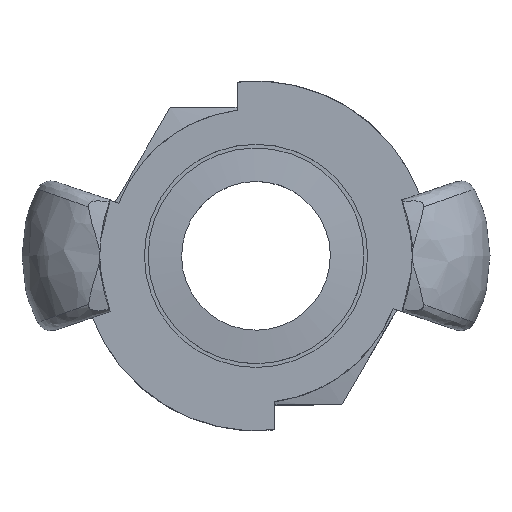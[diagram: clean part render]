
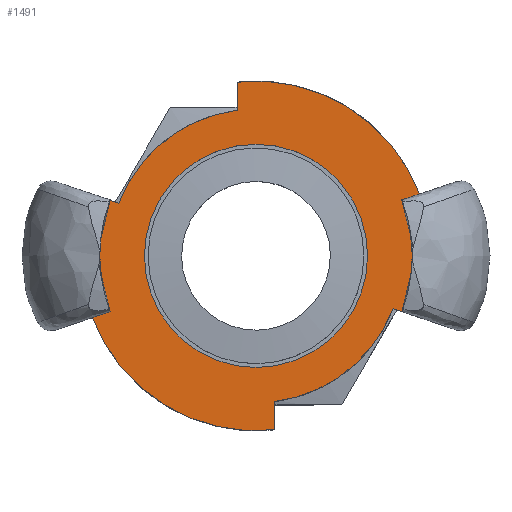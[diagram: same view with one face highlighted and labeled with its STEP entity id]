
A CAD part, top view. The second image highlights one B-rep face of the part: STEP entity #1491.
In plain terms, the highlighted planar face has unit normal (0, 0, 1).
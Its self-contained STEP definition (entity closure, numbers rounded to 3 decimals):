
#126=FACE_BOUND('',#325,.T.);
#151=PLANE('',#1619);
#242=FACE_OUTER_BOUND('',#324,.T.);
#324=EDGE_LOOP('',(#1253,#1254,#1255,#1256,#1257,#1258,#1259,#1260,#1261,
#1262,#1263,#1264));
#325=EDGE_LOOP('',(#1265,#1266));
#359=LINE('',#2766,#423);
#364=LINE('',#2785,#428);
#373=LINE('',#3143,#437);
#380=LINE('',#3156,#444);
#385=LINE('',#3184,#449);
#389=LINE('',#3211,#453);
#423=VECTOR('',#1750,10.);
#428=VECTOR('',#1757,10.);
#437=VECTOR('',#1798,10.);
#444=VECTOR('',#1807,10.);
#449=VECTOR('',#1838,10.);
#453=VECTOR('',#1846,10.);
#485=CIRCLE('',#1568,19.75);
#488=CIRCLE('',#1572,19.75);
#499=CIRCLE('',#1590,15.);
#500=CIRCLE('',#1591,15.);
#501=CIRCLE('',#1597,23.514);
#504=CIRCLE('',#1603,23.497);
#511=CIRCLE('',#1620,25.5);
#512=CIRCLE('',#1621,25.5);
#599=VERTEX_POINT('',#2763);
#600=VERTEX_POINT('',#2765);
#606=VERTEX_POINT('',#2782);
#607=VERTEX_POINT('',#2784);
#616=VERTEX_POINT('',#2829);
#622=VERTEX_POINT('',#2877);
#623=VERTEX_POINT('',#2879);
#632=VERTEX_POINT('',#3140);
#633=VERTEX_POINT('',#3142);
#638=VERTEX_POINT('',#3154);
#645=VERTEX_POINT('',#3174);
#646=VERTEX_POINT('',#3175);
#647=VERTEX_POINT('',#3180);
#650=VERTEX_POINT('',#3207);
#774=EDGE_CURVE('',#599,#600,#359,.T.);
#781=EDGE_CURVE('',#606,#607,#364,.T.);
#794=EDGE_CURVE('',#600,#616,#485,.T.);
#802=EDGE_CURVE('',#622,#623,#488,.T.);
#820=EDGE_CURVE('',#632,#633,#373,.T.);
#827=EDGE_CURVE('',#638,#622,#380,.T.);
#835=EDGE_CURVE('',#645,#646,#499,.T.);
#836=EDGE_CURVE('',#646,#645,#500,.T.);
#840=EDGE_CURVE('',#647,#623,#385,.T.);
#845=EDGE_CURVE('',#650,#616,#389,.T.);
#848=EDGE_CURVE('',#606,#647,#501,.T.);
#854=EDGE_CURVE('',#632,#650,#504,.T.);
#871=EDGE_CURVE('',#633,#638,#511,.T.);
#872=EDGE_CURVE('',#607,#599,#512,.T.);
#1253=ORIENTED_EDGE('',*,*,#848,.T.);
#1254=ORIENTED_EDGE('',*,*,#840,.T.);
#1255=ORIENTED_EDGE('',*,*,#802,.F.);
#1256=ORIENTED_EDGE('',*,*,#827,.F.);
#1257=ORIENTED_EDGE('',*,*,#871,.F.);
#1258=ORIENTED_EDGE('',*,*,#820,.F.);
#1259=ORIENTED_EDGE('',*,*,#854,.T.);
#1260=ORIENTED_EDGE('',*,*,#845,.T.);
#1261=ORIENTED_EDGE('',*,*,#794,.F.);
#1262=ORIENTED_EDGE('',*,*,#774,.F.);
#1263=ORIENTED_EDGE('',*,*,#872,.F.);
#1264=ORIENTED_EDGE('',*,*,#781,.F.);
#1265=ORIENTED_EDGE('',*,*,#835,.T.);
#1266=ORIENTED_EDGE('',*,*,#836,.T.);
#1491=ADVANCED_FACE('',(#242,#126),#151,.F.);
#1568=AXIS2_PLACEMENT_3D('',#2830,#1770,#1771);
#1572=AXIS2_PLACEMENT_3D('',#2880,#1781,#1782);
#1590=AXIS2_PLACEMENT_3D('',#3176,#1829,#1830);
#1591=AXIS2_PLACEMENT_3D('',#3177,#1831,#1832);
#1597=AXIS2_PLACEMENT_3D('',#3234,#1852,#1853);
#1603=AXIS2_PLACEMENT_3D('',#3262,#1866,#1867);
#1619=AXIS2_PLACEMENT_3D('',#3364,#1904,#1905);
#1620=AXIS2_PLACEMENT_3D('',#3365,#1906,#1907);
#1621=AXIS2_PLACEMENT_3D('',#3366,#1908,#1909);
#1750=DIRECTION('',(0.948,-0.319,0.));
#1757=DIRECTION('',(-0.948,-0.319,0.));
#1770=DIRECTION('center_axis',(0.,0.,-1.));
#1771=DIRECTION('ref_axis',(-1.,0.,0.));
#1781=DIRECTION('center_axis',(0.,0.,-1.));
#1782=DIRECTION('ref_axis',(-1.,0.,0.));
#1798=DIRECTION('',(0.948,0.319,0.));
#1807=DIRECTION('',(-0.948,0.319,0.));
#1829=DIRECTION('center_axis',(0.,0.,-1.));
#1830=DIRECTION('ref_axis',(0.,-1.,0.));
#1831=DIRECTION('center_axis',(0.,0.,-1.));
#1832=DIRECTION('ref_axis',(0.,-1.,0.));
#1838=DIRECTION('',(0.,1.,0.));
#1846=DIRECTION('',(0.,-1.,0.));
#1852=DIRECTION('center_axis',(0.,0.,1.));
#1853=DIRECTION('ref_axis',(0.936,0.353,0.));
#1866=DIRECTION('center_axis',(0.,0.,1.));
#1867=DIRECTION('ref_axis',(-0.936,-0.353,0.));
#1904=DIRECTION('center_axis',(0.,0.,-1.));
#1905=DIRECTION('ref_axis',(-1.,0.,0.));
#1906=DIRECTION('center_axis',(0.,0.,-1.));
#1907=DIRECTION('ref_axis',(0.,-1.,0.));
#1908=DIRECTION('center_axis',(0.,0.,-1.));
#1909=DIRECTION('ref_axis',(0.,-1.,0.));
#2763=CARTESIAN_POINT('',(-23.883,8.937,0.));
#2765=CARTESIAN_POINT('',(-18.429,7.101,0.));
#2766=CARTESIAN_POINT('',(-12.197,5.002,0.));
#2782=CARTESIAN_POINT('',(-22.,-8.303,0.));
#2784=CARTESIAN_POINT('',(-23.883,-8.937,0.));
#2785=CARTESIAN_POINT('',(-11.008,-4.601,0.));
#2829=CARTESIAN_POINT('',(-2.5,19.591,0.));
#2830=CARTESIAN_POINT('Origin',(0.,0.,0.));
#2877=CARTESIAN_POINT('',(18.429,-7.101,0.));
#2879=CARTESIAN_POINT('',(2.5,-19.591,0.));
#2880=CARTESIAN_POINT('Origin',(0.,0.,0.));
#3140=CARTESIAN_POINT('',(21.984,8.298,0.));
#3142=CARTESIAN_POINT('',(23.883,8.937,0.));
#3143=CARTESIAN_POINT('',(7.151,3.302,0.));
#3154=CARTESIAN_POINT('',(23.883,-8.937,0.));
#3156=CARTESIAN_POINT('',(16.054,-6.301,0.));
#3174=CARTESIAN_POINT('',(0.,-15.,0.));
#3175=CARTESIAN_POINT('',(0.,15.,0.));
#3176=CARTESIAN_POINT('Origin',(0.,0.,0.));
#3177=CARTESIAN_POINT('Origin',(0.,0.,0.));
#3180=CARTESIAN_POINT('',(2.5,-23.381,0.));
#3184=CARTESIAN_POINT('',(2.5,0.,0.));
#3207=CARTESIAN_POINT('',(-2.5,23.364,0.));
#3211=CARTESIAN_POINT('',(-2.5,0.,0.));
#3234=CARTESIAN_POINT('Origin',(0.,0.,0.));
#3262=CARTESIAN_POINT('Origin',(0.,0.,0.));
#3364=CARTESIAN_POINT('Origin',(0.,-12.75,0.));
#3365=CARTESIAN_POINT('Origin',(0.,0.,0.));
#3366=CARTESIAN_POINT('Origin',(0.,0.,0.));
